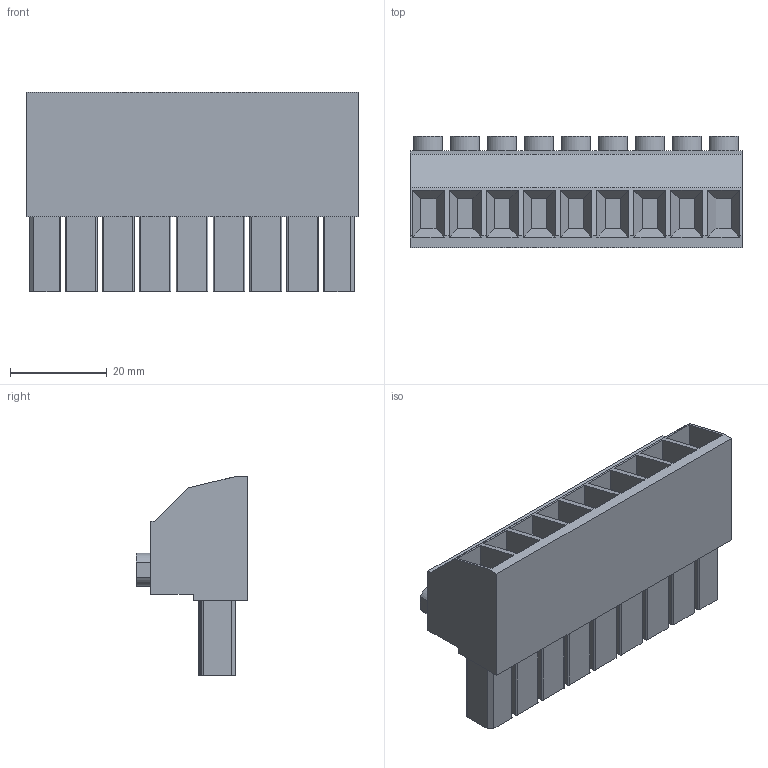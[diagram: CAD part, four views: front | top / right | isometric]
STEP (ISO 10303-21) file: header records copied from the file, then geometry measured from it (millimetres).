
FILE_DESCRIPTION(('CATIA V5 STEP','CAx-IF Rec.Pracs.--- Model Styling and Organization---1.2---2011-12-15'),'2;1');
FILE_NAME ('D1459341_0_1930000000_1930000000.stp','2018-09-06T03:44:55+00:00',('none'),('Weidmueller'),'CATIA Version 5-6 Release 2014','CATIA V5 STEP AP214','none');
FILE_SCHEMA(('AUTOMOTIVE_DESIGN { 1 0 10303 214 1 1 1 1 }'));
Length unit declared in the file: millimetre
Products named in the file (1): 1930000000
Bounding box: 68.58 x 23.1 x 41.15 mm (x, y, z)
Volume: 32314.7 mm3; surface area: 14770.3 mm2
Topology: 1 solids, 1 shells, 463 faces, 1203 edges, 778 vertices
Faces by surface type: plane 343, cylinder 120
Entity records: 12798 total; most frequent: ORIENTED_EDGE 2406, CARTESIAN_POINT 2356, DIRECTION 1681, EDGE_CURVE 1203, VECTOR 873, LINE 873, VERTEX_POINT 778, AXIS2_PLACEMENT_3D 525
